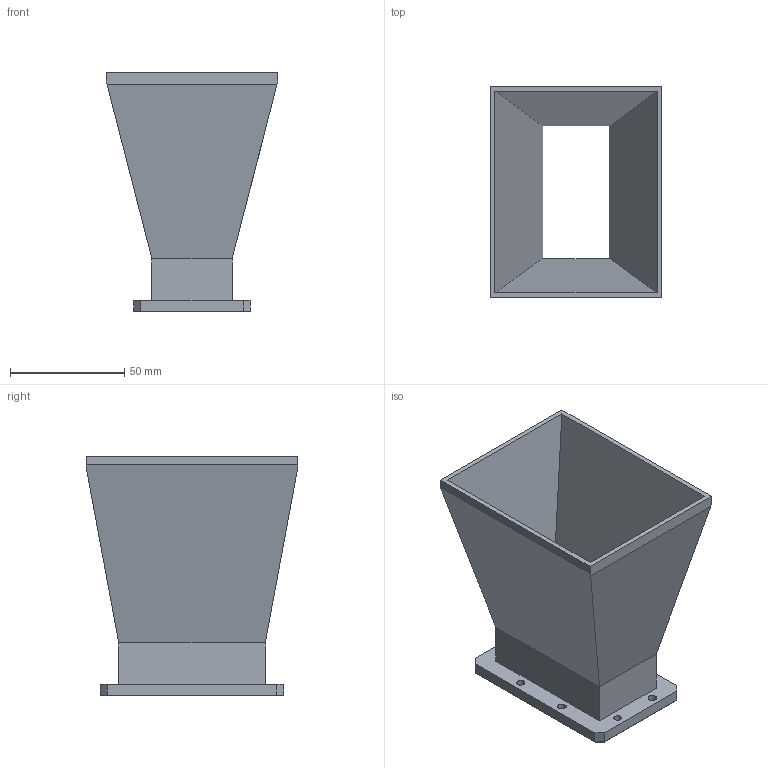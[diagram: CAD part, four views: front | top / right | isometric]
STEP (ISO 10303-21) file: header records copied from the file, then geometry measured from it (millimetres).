
FILE_DESCRIPTION (( 'STEP AP214' ), '1' );
FILE_NAME ('PEWAN229-10.step', '2021-09-15T18:27:55', ( '' ), ( '' ), 'SwSTEP 2.0', 'SolidWorks 2021', '' );
FILE_SCHEMA (( 'AUTOMOTIVE_DESIGN' ));
Length unit declared in the file: millimetre
Products named in the file (1): PEWAN229-10
Bounding box: 75.16 x 92.52 x 105 mm (x, y, z)
Volume: 90348.4 mm3; surface area: 57254.8 mm2
Topology: 1 solids, 1 shells, 56 faces, 152 edges, 100 vertices
Faces by surface type: plane 40, cylinder 16
Entity records: 1925 total; most frequent: CARTESIAN_POINT 309, ORIENTED_EDGE 304, DIRECTION 298, EDGE_CURVE 152, VECTOR 120, LINE 120, VERTEX_POINT 100, AXIS2_PLACEMENT_3D 89
